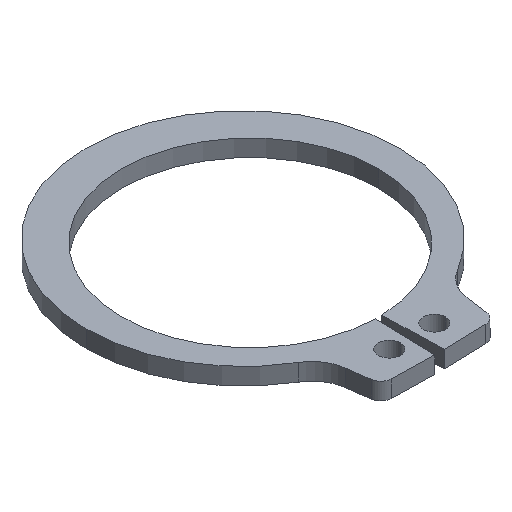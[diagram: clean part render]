
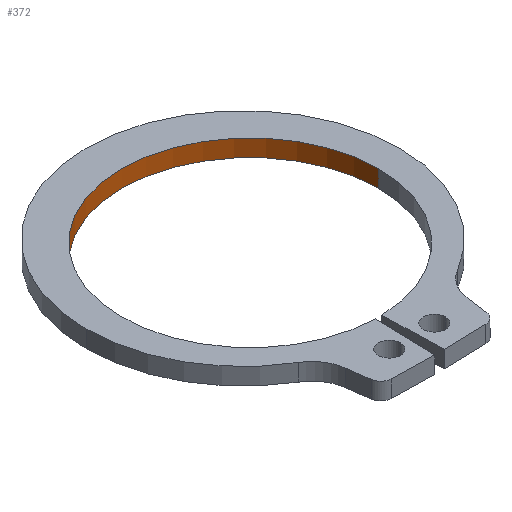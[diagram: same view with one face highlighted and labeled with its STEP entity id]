
A CAD part, isometric view. The second image highlights one B-rep face of the part: STEP entity #372.
In plain terms, the highlighted cylindrical face has radius 5.944 mm (diameter 11.887 mm), a partial arc.
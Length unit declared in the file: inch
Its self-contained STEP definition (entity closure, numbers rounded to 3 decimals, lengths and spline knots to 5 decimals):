
#3 = CIRCLE ( 'NONE', #698, 0.234 ) ;
#53 = EDGE_LOOP ( 'NONE', ( #383, #473, #491, #499 ) ) ;
#107 = VECTOR ( 'NONE', #631, 39.37008 ) ;
#111 = LINE ( 'NONE', #641, #107 ) ;
#120 = CARTESIAN_POINT ( 'NONE',  ( -0.234, 0., -0.035 ) ) ;
#317 = CARTESIAN_POINT ( 'NONE',  ( -0.234, 0., -0.004 ) ) ;
#325 = DIRECTION ( 'NONE',  ( 1., 0., 0. ) ) ;
#329 = DIRECTION ( 'NONE',  ( 0., 0., -1. ) ) ;
#331 = CARTESIAN_POINT ( 'NONE',  ( 0., 0., -0.035 ) ) ;
#345 = EDGE_CURVE ( 'NONE', #624, #392, #673, .T. ) ;
#346 = DIRECTION ( 'NONE',  ( 1., 0., 0. ) ) ;
#356 = CARTESIAN_POINT ( 'NONE',  ( 0.234, 0., -0.035 ) ) ;
#358 = DIRECTION ( 'NONE',  ( 0., 0., 1. ) ) ;
#361 = CARTESIAN_POINT ( 'NONE',  ( 0., 0., -0.004 ) ) ;
#372 = ADVANCED_FACE ( 'NONE', ( #609 ), #525, .F. ) ;
#383 = ORIENTED_EDGE ( 'NONE', *, *, #683, .F. ) ;
#392 = VERTEX_POINT ( 'NONE', #422 ) ;
#422 = CARTESIAN_POINT ( 'NONE',  ( 0.234, 0., -0.004 ) ) ;
#430 = CIRCLE ( 'NONE', #705, 0.234 ) ;
#440 = EDGE_CURVE ( 'NONE', #392, #483, #430, .T. ) ;
#442 = EDGE_CURVE ( 'NONE', #575, #624, #3, .T. ) ;
#473 = ORIENTED_EDGE ( 'NONE', *, *, #442, .T. ) ;
#483 = VERTEX_POINT ( 'NONE', #317 ) ;
#491 = ORIENTED_EDGE ( 'NONE', *, *, #345, .T. ) ;
#499 = ORIENTED_EDGE ( 'NONE', *, *, #440, .T. ) ;
#514 = DIRECTION ( 'NONE',  ( 0., 0., 1. ) ) ;
#519 = DIRECTION ( 'NONE',  ( 1., 0., 0. ) ) ;
#525 = CYLINDRICAL_SURFACE ( 'NONE', #718, 0.234 ) ;
#546 = CARTESIAN_POINT ( 'NONE',  ( 0., 0., -0.035 ) ) ;
#575 = VERTEX_POINT ( 'NONE', #120 ) ;
#609 = FACE_OUTER_BOUND ( 'NONE', #53, .T. ) ;
#624 = VERTEX_POINT ( 'NONE', #356 ) ;
#631 = DIRECTION ( 'NONE',  ( 0., 0., 1. ) ) ;
#641 = CARTESIAN_POINT ( 'NONE',  ( -0.234, 0., -0.035 ) ) ;
#642 = DIRECTION ( 'NONE',  ( 0., 0., 1. ) ) ;
#645 = CARTESIAN_POINT ( 'NONE',  ( 0.234, 0., -0.035 ) ) ;
#673 = LINE ( 'NONE', #645, #692 ) ;
#683 = EDGE_CURVE ( 'NONE', #575, #483, #111, .T. ) ;
#692 = VECTOR ( 'NONE', #642, 39.37008 ) ;
#698 = AXIS2_PLACEMENT_3D ( 'NONE', #331, #329, #325 ) ;
#705 = AXIS2_PLACEMENT_3D ( 'NONE', #361, #358, #346 ) ;
#718 = AXIS2_PLACEMENT_3D ( 'NONE', #546, #514, #519 ) ;
